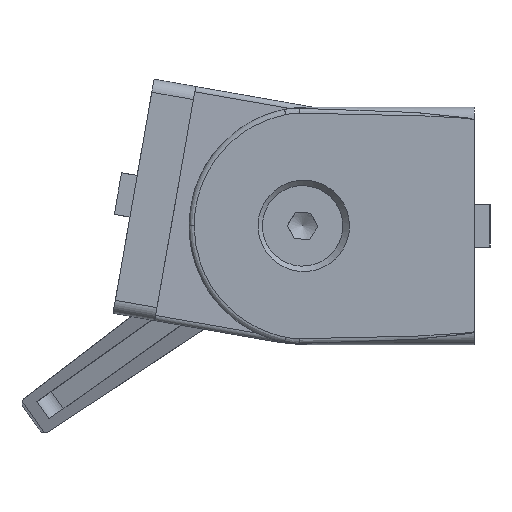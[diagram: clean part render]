
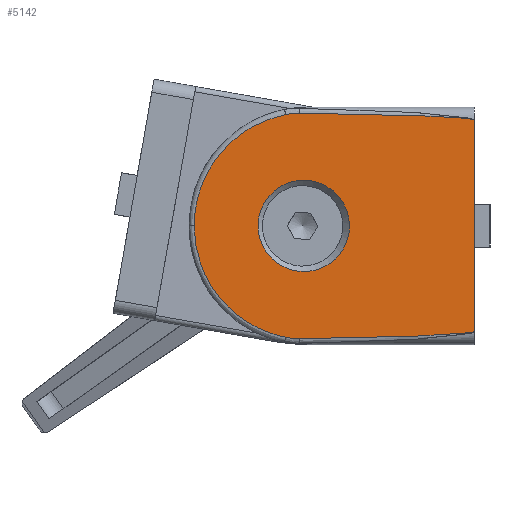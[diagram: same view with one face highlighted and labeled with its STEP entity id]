
A CAD part, left-side view. The second image highlights one B-rep face of the part: STEP entity #5142.
In plain terms, the highlighted planar face has unit normal (-1, 0.026, 0).
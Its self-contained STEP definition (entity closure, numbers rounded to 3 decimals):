
#93=LINE('',#7723,#524);
#114=LINE('',#7900,#545);
#115=LINE('',#7901,#546);
#524=VECTOR('',#6044,40.);
#545=VECTOR('',#6081,0.041);
#546=VECTOR('',#6082,0.041);
#951=PLANE('',#5466);
#1124=FACE_BOUND('',#1604,.T.);
#1161=ELLIPSE('',#5438,8.658,8.652);
#1303=FACE_OUTER_BOUND('',#1603,.T.);
#1603=EDGE_LOOP('',(#3627,#3628,#3629,#3630,#3631,#3632,#3633,#3634,#3635));
#1604=EDGE_LOOP('',(#3636));
#2209=B_SPLINE_CURVE_WITH_KNOTS('',3,(#7656,#7657,#7658,#7659,#7660,#7661,
#7662,#7663,#7664,#7665,#7666,#7667,#7668),.UNSPECIFIED.,.F.,.F.,(4,3,3,
3,4),(0.,0.344,0.687,1.031,1.374),
 .UNSPECIFIED.);
#2212=B_SPLINE_CURVE_WITH_KNOTS('',3,(#7844,#7845,#7846,#7847,#7848,#7849,
#7850,#7851,#7852,#7853,#7854,#7855,#7856),.UNSPECIFIED.,.F.,.F.,(4,3,3,
3,4),(0.021,0.304,0.577,0.85,
1.134),.UNSPECIFIED.);
#2213=B_SPLINE_CURVE_WITH_KNOTS('',3,(#7858,#7859,#7860,#7861,#7862,#7863,
#7864),.UNSPECIFIED.,.F.,.F.,(4,3,4),(0.,0.001,0.003),
 .UNSPECIFIED.);
#2214=B_SPLINE_CURVE_WITH_KNOTS('',3,(#7865,#7866,#7867,#7868,#7869,#7870,
#7871,#7872,#7873,#7874,#7875,#7876,#7877),.UNSPECIFIED.,.F.,.F.,(4,3,3,
3,4),(4.909,5.253,5.596,5.94,
6.283),.UNSPECIFIED.);
#2215=B_SPLINE_CURVE_WITH_KNOTS('',3,(#7879,#7880,#7881,#7882,#7883,#7884,
#7885),.UNSPECIFIED.,.F.,.F.,(4,3,4),(0.,0.001,
0.003),.UNSPECIFIED.);
#2216=B_SPLINE_CURVE_WITH_KNOTS('',3,(#7887,#7888,#7889,#7890,#7891,#7892,
#7893,#7894,#7895,#7896,#7897,#7898,#7899),.UNSPECIFIED.,.F.,.F.,(4,3,3,
3,4),(5.149,5.433,5.706,5.979,
6.262),.UNSPECIFIED.);
#2254=VERTEX_POINT('',#7614);
#2258=VERTEX_POINT('',#7654);
#2259=VERTEX_POINT('',#7655);
#2272=VERTEX_POINT('',#7707);
#2279=VERTEX_POINT('',#7721);
#2300=VERTEX_POINT('',#7842);
#2301=VERTEX_POINT('',#7843);
#2302=VERTEX_POINT('',#7857);
#2303=VERTEX_POINT('',#7878);
#2304=VERTEX_POINT('',#7886);
#2780=EDGE_CURVE('',#2254,#2254,#1161,.T.);
#2784=EDGE_CURVE('',#2258,#2259,#2209,.T.);
#2807=EDGE_CURVE('',#2279,#2272,#93,.T.);
#2836=EDGE_CURVE('',#2300,#2301,#2212,.T.);
#2837=EDGE_CURVE('',#2301,#2302,#2213,.T.);
#2838=EDGE_CURVE('',#2302,#2258,#2214,.T.);
#2839=EDGE_CURVE('',#2259,#2303,#2215,.T.);
#2840=EDGE_CURVE('',#2303,#2304,#2216,.T.);
#2841=EDGE_CURVE('',#2304,#2272,#114,.T.);
#2842=EDGE_CURVE('',#2279,#2300,#115,.T.);
#3627=ORIENTED_EDGE('',*,*,#2836,.T.);
#3628=ORIENTED_EDGE('',*,*,#2837,.T.);
#3629=ORIENTED_EDGE('',*,*,#2838,.T.);
#3630=ORIENTED_EDGE('',*,*,#2784,.T.);
#3631=ORIENTED_EDGE('',*,*,#2839,.T.);
#3632=ORIENTED_EDGE('',*,*,#2840,.T.);
#3633=ORIENTED_EDGE('',*,*,#2841,.T.);
#3634=ORIENTED_EDGE('',*,*,#2807,.F.);
#3635=ORIENTED_EDGE('',*,*,#2842,.T.);
#3636=ORIENTED_EDGE('',*,*,#2780,.F.);
#5142=ADVANCED_FACE('',(#1303,#1124),#951,.F.);
#5438=AXIS2_PLACEMENT_3D('',#7615,#5993,#5994);
#5466=AXIS2_PLACEMENT_3D('',#7841,#6079,#6080);
#5993=DIRECTION('center_axis',(-1.,0.026,0.));
#5994=DIRECTION('ref_axis',(0.026,1.,0.));
#6044=DIRECTION('',(0.,0.,-1.));
#6079=DIRECTION('center_axis',(1.,-0.026,0.));
#6080=DIRECTION('ref_axis',(0.026,1.,0.));
#6081=DIRECTION('',(-0.017,-0.632,0.775));
#6082=DIRECTION('',(0.017,0.632,0.775));
#7614=CARTESIAN_POINT('',(-21.649,32.5,31.149));
#7615=CARTESIAN_POINT('Origin',(-21.655,32.273,22.5));
#7654=CARTESIAN_POINT('',(-21.111,53.026,22.5));
#7655=CARTESIAN_POINT('',(-21.564,35.729,1.415));
#7656=CARTESIAN_POINT('Ctrl Pts',(-21.111,53.026,22.5));
#7657=CARTESIAN_POINT('Ctrl Pts',(-21.111,53.026,20.038));
#7658=CARTESIAN_POINT('Ctrl Pts',(-21.123,52.599,17.577));
#7659=CARTESIAN_POINT('Ctrl Pts',(-21.144,51.77,15.259));
#7660=CARTESIAN_POINT('Ctrl Pts',(-21.166,50.941,12.941));
#7661=CARTESIAN_POINT('Ctrl Pts',(-21.198,49.71,10.767));
#7662=CARTESIAN_POINT('Ctrl Pts',(-21.239,48.149,8.864));
#7663=CARTESIAN_POINT('Ctrl Pts',(-21.28,46.587,6.96));
#7664=CARTESIAN_POINT('Ctrl Pts',(-21.33,44.696,5.328));
#7665=CARTESIAN_POINT('Ctrl Pts',(-21.385,42.585,4.062));
#7666=CARTESIAN_POINT('Ctrl Pts',(-21.44,40.473,2.796));
#7667=CARTESIAN_POINT('Ctrl Pts',(-21.501,38.143,1.896));
#7668=CARTESIAN_POINT('Ctrl Pts',(-21.564,35.729,1.415));
#7707=CARTESIAN_POINT('',(-22.5,0.,2.5));
#7721=CARTESIAN_POINT('',(-22.5,0.,42.5));
#7723=CARTESIAN_POINT('',(-22.5,0.,45.));
#7841=CARTESIAN_POINT('Origin',(-22.5,0.,0.));
#7842=CARTESIAN_POINT('',(-22.499,0.026,42.532));
#7843=CARTESIAN_POINT('',(-21.635,33.049,43.859));
#7844=CARTESIAN_POINT('Ctrl Pts',(-22.499,0.026,
42.532));
#7845=CARTESIAN_POINT('Ctrl Pts',(-22.496,0.136,42.666));
#7846=CARTESIAN_POINT('Ctrl Pts',(-22.475,0.959,42.807));
#7847=CARTESIAN_POINT('Ctrl Pts',(-22.433,2.563,42.943));
#7848=CARTESIAN_POINT('Ctrl Pts',(-22.392,4.112,43.074));
#7849=CARTESIAN_POINT('Ctrl Pts',(-22.333,6.391,43.202));
#7850=CARTESIAN_POINT('Ctrl Pts',(-22.256,9.304,43.319));
#7851=CARTESIAN_POINT('Ctrl Pts',(-22.18,12.222,43.436));
#7852=CARTESIAN_POINT('Ctrl Pts',(-22.087,15.773,43.542));
#7853=CARTESIAN_POINT('Ctrl Pts',(-21.983,19.734,43.632));
#7854=CARTESIAN_POINT('Ctrl Pts',(-21.876,23.845,43.726));
#7855=CARTESIAN_POINT('Ctrl Pts',(-21.757,28.391,43.802));
#7856=CARTESIAN_POINT('Ctrl Pts',(-21.635,33.049,43.859));
#7857=CARTESIAN_POINT('',(-21.564,35.729,43.585));
#7858=CARTESIAN_POINT('Ctrl Pts',(-21.635,33.049,43.859));
#7859=CARTESIAN_POINT('Ctrl Pts',(-21.623,33.5,43.865));
#7860=CARTESIAN_POINT('Ctrl Pts',(-21.611,33.949,43.84));
#7861=CARTESIAN_POINT('Ctrl Pts',(-21.599,34.396,43.792));
#7862=CARTESIAN_POINT('Ctrl Pts',(-21.588,34.842,43.744));
#7863=CARTESIAN_POINT('Ctrl Pts',(-21.576,35.288,43.673));
#7864=CARTESIAN_POINT('Ctrl Pts',(-21.564,35.729,43.585));
#7865=CARTESIAN_POINT('Ctrl Pts',(-21.564,35.729,43.585));
#7866=CARTESIAN_POINT('Ctrl Pts',(-21.501,38.143,43.104));
#7867=CARTESIAN_POINT('Ctrl Pts',(-21.44,40.473,42.204));
#7868=CARTESIAN_POINT('Ctrl Pts',(-21.385,42.585,40.938));
#7869=CARTESIAN_POINT('Ctrl Pts',(-21.33,44.696,39.672));
#7870=CARTESIAN_POINT('Ctrl Pts',(-21.28,46.587,38.04));
#7871=CARTESIAN_POINT('Ctrl Pts',(-21.239,48.149,36.136));
#7872=CARTESIAN_POINT('Ctrl Pts',(-21.198,49.71,34.233));
#7873=CARTESIAN_POINT('Ctrl Pts',(-21.166,50.941,32.059));
#7874=CARTESIAN_POINT('Ctrl Pts',(-21.144,51.77,29.741));
#7875=CARTESIAN_POINT('Ctrl Pts',(-21.123,52.599,27.423));
#7876=CARTESIAN_POINT('Ctrl Pts',(-21.111,53.026,24.962));
#7877=CARTESIAN_POINT('Ctrl Pts',(-21.111,53.026,22.5));
#7878=CARTESIAN_POINT('',(-21.635,33.049,1.141));
#7879=CARTESIAN_POINT('Ctrl Pts',(-21.564,35.729,1.415));
#7880=CARTESIAN_POINT('Ctrl Pts',(-21.576,35.288,1.327));
#7881=CARTESIAN_POINT('Ctrl Pts',(-21.588,34.845,1.256));
#7882=CARTESIAN_POINT('Ctrl Pts',(-21.599,34.399,1.208));
#7883=CARTESIAN_POINT('Ctrl Pts',(-21.611,33.952,1.16));
#7884=CARTESIAN_POINT('Ctrl Pts',(-21.623,33.501,1.135));
#7885=CARTESIAN_POINT('Ctrl Pts',(-21.635,33.049,1.141));
#7886=CARTESIAN_POINT('',(-22.499,0.026,2.468));
#7887=CARTESIAN_POINT('Ctrl Pts',(-21.635,33.049,1.141));
#7888=CARTESIAN_POINT('Ctrl Pts',(-21.757,28.391,1.198));
#7889=CARTESIAN_POINT('Ctrl Pts',(-21.876,23.845,1.274));
#7890=CARTESIAN_POINT('Ctrl Pts',(-21.983,19.734,1.368));
#7891=CARTESIAN_POINT('Ctrl Pts',(-22.087,15.773,1.458));
#7892=CARTESIAN_POINT('Ctrl Pts',(-22.18,12.222,1.564));
#7893=CARTESIAN_POINT('Ctrl Pts',(-22.256,9.304,1.681));
#7894=CARTESIAN_POINT('Ctrl Pts',(-22.333,6.391,1.798));
#7895=CARTESIAN_POINT('Ctrl Pts',(-22.392,4.112,1.926));
#7896=CARTESIAN_POINT('Ctrl Pts',(-22.433,2.563,2.057));
#7897=CARTESIAN_POINT('Ctrl Pts',(-22.475,0.959,2.193));
#7898=CARTESIAN_POINT('Ctrl Pts',(-22.496,0.136,2.334));
#7899=CARTESIAN_POINT('Ctrl Pts',(-22.499,0.026,
2.468));
#7900=CARTESIAN_POINT('',(-22.499,0.026,2.468));
#7901=CARTESIAN_POINT('',(-22.5,0.,42.5));
